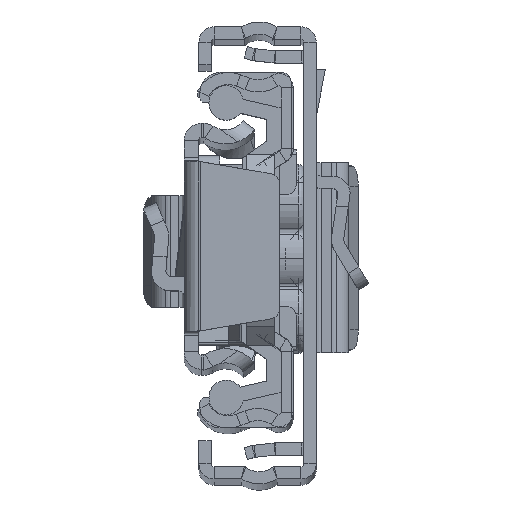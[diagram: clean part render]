
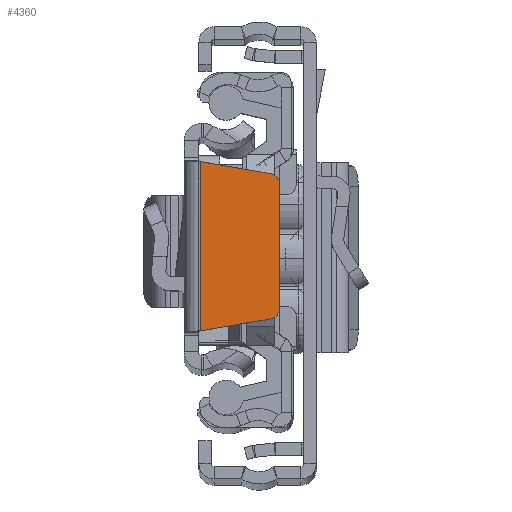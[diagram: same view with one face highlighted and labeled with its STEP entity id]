
A CAD part, top view. The second image highlights one B-rep face of the part: STEP entity #4360.
In plain terms, the highlighted planar face has unit normal (0, 0, 1).
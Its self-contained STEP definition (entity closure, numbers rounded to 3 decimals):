
#361 = EDGE_CURVE ( 'NONE', #13225, #5230, #13862, .T. ) ;
#566 = ORIENTED_EDGE ( 'NONE', *, *, #16326, .T. ) ;
#812 = CARTESIAN_POINT ( 'NONE',  ( 8.568, -7.142, 0. ) ) ;
#1050 = CIRCLE ( 'NONE', #10767, 1. ) ;
#1067 = DIRECTION ( 'NONE',  ( 0., 0., 1. ) ) ;
#1106 = CARTESIAN_POINT ( 'NONE',  ( 8.4, 6.156, 0. ) ) ;
#1116 = DIRECTION ( 'NONE',  ( 1., 0., 0. ) ) ;
#1399 = CIRCLE ( 'NONE', #16650, 1. ) ;
#2235 = LINE ( 'NONE', #15381, #14493 ) ;
#2444 = DIRECTION ( 'NONE',  ( 0.986, 0.168, 0. ) ) ;
#2923 = VECTOR ( 'NONE', #3756, 1000. ) ;
#3756 = DIRECTION ( 'NONE',  ( -0.986, 0.168, 0. ) ) ;
#3860 = ORIENTED_EDGE ( 'NONE', *, *, #9845, .T. ) ;
#4360 = ADVANCED_FACE ( 'NONE', ( #17482 ), #9348, .F. ) ;
#4410 = DIRECTION ( 'NONE',  ( 1., 0., 0. ) ) ;
#4438 = DIRECTION ( 'NONE',  ( 0., 0., 1. ) ) ;
#4600 = CARTESIAN_POINT ( 'NONE',  ( 1.6, -8.333, 0. ) ) ;
#4650 = VERTEX_POINT ( 'NONE', #12711 ) ;
#5230 = VERTEX_POINT ( 'NONE', #16863 ) ;
#7713 = DIRECTION ( 'NONE',  ( 1., 0., 0. ) ) ;
#7943 = CARTESIAN_POINT ( 'NONE',  ( 9.4, 6.156, 0. ) ) ;
#8575 = ORIENTED_EDGE ( 'NONE', *, *, #9786, .T. ) ;
#9151 = VERTEX_POINT ( 'NONE', #812 ) ;
#9348 = PLANE ( 'NONE',  #9676 ) ;
#9676 = AXIS2_PLACEMENT_3D ( 'NONE', #19017, #15968, #1116 ) ;
#9786 = EDGE_CURVE ( 'NONE', #13358, #9151, #20245, .T. ) ;
#9833 = EDGE_LOOP ( 'NONE', ( #3860, #8575, #10343, #566, #11759, #13301 ) ) ;
#9845 = EDGE_CURVE ( 'NONE', #5230, #13358, #2235, .T. ) ;
#10343 = ORIENTED_EDGE ( 'NONE', *, *, #18053, .T. ) ;
#10690 = VECTOR ( 'NONE', #2444, 1000. ) ;
#10767 = AXIS2_PLACEMENT_3D ( 'NONE', #17542, #1067, #4410 ) ;
#10813 = CARTESIAN_POINT ( 'NONE',  ( 8.568, -7.142, 0. ) ) ;
#11327 = LINE ( 'NONE', #7943, #20777 ) ;
#11759 = ORIENTED_EDGE ( 'NONE', *, *, #17848, .T. ) ;
#12711 = CARTESIAN_POINT ( 'NONE',  ( 9.4, 6.156, 0. ) ) ;
#13225 = VERTEX_POINT ( 'NONE', #17887 ) ;
#13301 = ORIENTED_EDGE ( 'NONE', *, *, #361, .T. ) ;
#13358 = VERTEX_POINT ( 'NONE', #4600 ) ;
#13757 = CARTESIAN_POINT ( 'NONE',  ( 1.5, 8.35, 0. ) ) ;
#13758 = DIRECTION ( 'NONE',  ( 0., -1., 0. ) ) ;
#13815 = VERTEX_POINT ( 'NONE', #19760 ) ;
#13862 = LINE ( 'NONE', #13757, #2923 ) ;
#14493 = VECTOR ( 'NONE', #13758, 1000. ) ;
#14572 = DIRECTION ( 'NONE',  ( 0., 1., 0. ) ) ;
#15381 = CARTESIAN_POINT ( 'NONE',  ( 1.6, -8.333, 0. ) ) ;
#15968 = DIRECTION ( 'NONE',  ( 0., 0., -1. ) ) ;
#16326 = EDGE_CURVE ( 'NONE', #13815, #4650, #11327, .T. ) ;
#16650 = AXIS2_PLACEMENT_3D ( 'NONE', #1106, #4438, #7713 ) ;
#16863 = CARTESIAN_POINT ( 'NONE',  ( 1.6, 8.333, 0. ) ) ;
#17482 = FACE_OUTER_BOUND ( 'NONE', #9833, .T. ) ;
#17542 = CARTESIAN_POINT ( 'NONE',  ( 8.4, -6.156, 0. ) ) ;
#17848 = EDGE_CURVE ( 'NONE', #4650, #13225, #1399, .T. ) ;
#17887 = CARTESIAN_POINT ( 'NONE',  ( 8.568, 7.142, 0. ) ) ;
#18053 = EDGE_CURVE ( 'NONE', #9151, #13815, #1050, .T. ) ;
#19017 = CARTESIAN_POINT ( 'NONE',  ( 8.4, 6.156, 0. ) ) ;
#19760 = CARTESIAN_POINT ( 'NONE',  ( 9.4, -6.156, 0. ) ) ;
#20245 = LINE ( 'NONE', #10813, #10690 ) ;
#20777 = VECTOR ( 'NONE', #14572, 1000. ) ;
